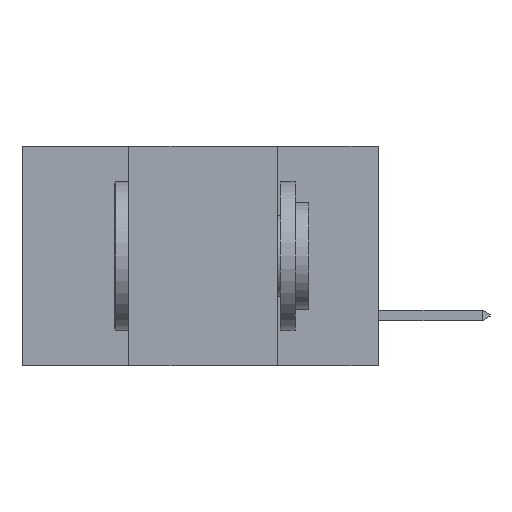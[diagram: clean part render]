
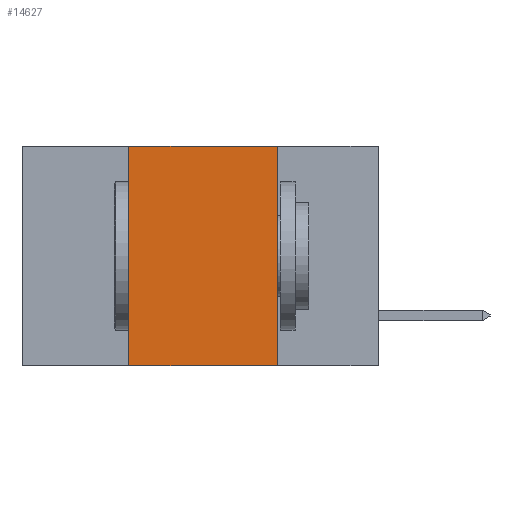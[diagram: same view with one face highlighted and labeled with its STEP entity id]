
A CAD part, left-side view. The second image highlights one B-rep face of the part: STEP entity #14627.
In plain terms, the highlighted planar face has unit normal (-1, 0, 0).
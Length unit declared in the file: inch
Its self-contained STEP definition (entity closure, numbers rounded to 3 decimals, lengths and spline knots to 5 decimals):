
#1040 = CARTESIAN_POINT ( 'NONE',  ( 0., 0.42, -0.37 ) ) ;
#1433 = VECTOR ( 'NONE', #3230, 39.37008 ) ;
#2661 = CARTESIAN_POINT ( 'NONE',  ( 0., 0.17, -0.37 ) ) ;
#3200 = DIRECTION ( 'NONE',  ( 0., 0., 1. ) ) ;
#3230 = DIRECTION ( 'NONE',  ( 0., -1., 0. ) ) ;
#3277 = CARTESIAN_POINT ( 'NONE',  ( 0., 0.42, -0.37 ) ) ;
#3505 = VECTOR ( 'NONE', #3200, 39.37008 ) ;
#4062 = LINE ( 'NONE', #3277, #3505 ) ;
#4687 = EDGE_CURVE ( 'NONE', #8454, #7744, #4877, .T. ) ;
#4877 = LINE ( 'NONE', #12582, #9167 ) ;
#6700 = DIRECTION ( 'NONE',  ( 0., 0., -1. ) ) ;
#6739 = DIRECTION ( 'NONE',  ( 1., 0., 0. ) ) ;
#6875 = CARTESIAN_POINT ( 'NONE',  ( 0., 0.6, 0. ) ) ;
#7013 = PLANE ( 'NONE',  #14673 ) ;
#7437 = ORIENTED_EDGE ( 'NONE', *, *, #12949, .F. ) ;
#7720 = ORIENTED_EDGE ( 'NONE', *, *, #4687, .F. ) ;
#7744 = VERTEX_POINT ( 'NONE', #2661 ) ;
#8454 = VERTEX_POINT ( 'NONE', #11090 ) ;
#9167 = VECTOR ( 'NONE', #12515, 39.37008 ) ;
#10231 = LINE ( 'NONE', #13914, #14441 ) ;
#10558 = CARTESIAN_POINT ( 'NONE',  ( 0., 0.42, 0. ) ) ;
#11090 = CARTESIAN_POINT ( 'NONE',  ( 0., 0.17, 0. ) ) ;
#11428 = FACE_OUTER_BOUND ( 'NONE', #14223, .T. ) ;
#11852 = VERTEX_POINT ( 'NONE', #10558 ) ;
#12292 = CARTESIAN_POINT ( 'NONE',  ( 0., 0.6, 0. ) ) ;
#12515 = DIRECTION ( 'NONE',  ( 0., 0., -1. ) ) ;
#12582 = CARTESIAN_POINT ( 'NONE',  ( 0., 0.17, -0.37 ) ) ;
#12949 = EDGE_CURVE ( 'NONE', #19754, #11852, #4062, .T. ) ;
#13442 = ORIENTED_EDGE ( 'NONE', *, *, #20608, .T. ) ;
#13834 = DIRECTION ( 'NONE',  ( 0., -1., 0. ) ) ;
#13914 = CARTESIAN_POINT ( 'NONE',  ( 0., 0.6, -0.37 ) ) ;
#14223 = EDGE_LOOP ( 'NONE', ( #7720, #19627, #7437, #13442 ) ) ;
#14441 = VECTOR ( 'NONE', #13834, 39.37008 ) ;
#14627 = ADVANCED_FACE ( 'NONE', ( #11428 ), #7013, .F. ) ;
#14673 = AXIS2_PLACEMENT_3D ( 'NONE', #6875, #6739, #6700 ) ;
#19207 = LINE ( 'NONE', #12292, #1433 ) ;
#19627 = ORIENTED_EDGE ( 'NONE', *, *, #22532, .F. ) ;
#19754 = VERTEX_POINT ( 'NONE', #1040 ) ;
#20608 = EDGE_CURVE ( 'NONE', #19754, #7744, #10231, .T. ) ;
#22532 = EDGE_CURVE ( 'NONE', #11852, #8454, #19207, .T. ) ;
